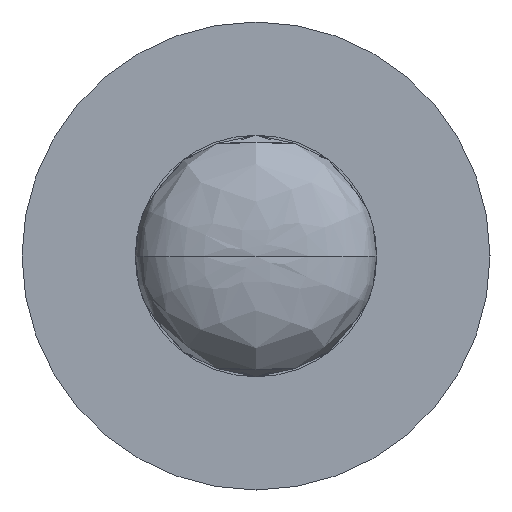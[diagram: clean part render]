
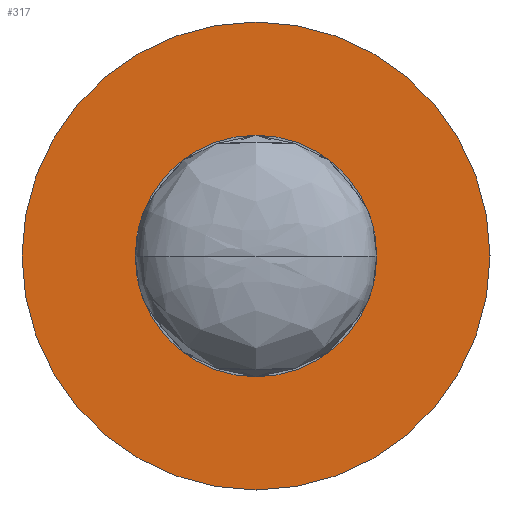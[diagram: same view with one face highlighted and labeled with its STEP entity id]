
A CAD part, front view. The second image highlights one B-rep face of the part: STEP entity #317.
In plain terms, the highlighted planar face has unit normal (0, -1, 0).
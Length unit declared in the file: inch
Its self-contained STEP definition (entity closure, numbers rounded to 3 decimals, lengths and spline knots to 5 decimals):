
#5 = PLANE ( 'NONE',  #431 ) ;
#7 = EDGE_CURVE ( 'NONE', #405, #386, #247, .T. ) ;
#11 = VERTEX_POINT ( 'NONE', #394 ) ;
#40 = FACE_BOUND ( 'NONE', #88, .T. ) ;
#66 = CARTESIAN_POINT ( 'NONE',  ( 0., -0.35236, 0.09449 ) ) ;
#88 = EDGE_LOOP ( 'NONE', ( #235, #493 ) ) ;
#91 = CIRCLE ( 'NONE', #375, 0.09449 ) ;
#102 = CARTESIAN_POINT ( 'NONE',  ( 0., -0.35236, -0.18307 ) ) ;
#147 = DIRECTION ( 'NONE',  ( 0., 1., 0. ) ) ;
#166 = DIRECTION ( 'NONE',  ( 0., 1., 0. ) ) ;
#183 = CARTESIAN_POINT ( 'NONE',  ( 0., -0.35236, 0. ) ) ;
#189 = DIRECTION ( 'NONE',  ( 0., 0., 1. ) ) ;
#192 = CARTESIAN_POINT ( 'NONE',  ( 0., -0.35236, 0. ) ) ;
#196 = DIRECTION ( 'NONE',  ( 0., 1., 0. ) ) ;
#203 = DIRECTION ( 'NONE',  ( 0., 0., 1. ) ) ;
#213 = EDGE_LOOP ( 'NONE', ( #499, #376 ) ) ;
#229 = CARTESIAN_POINT ( 'NONE',  ( 0., -0.35236, 0. ) ) ;
#235 = ORIENTED_EDGE ( 'NONE', *, *, #462, .T. ) ;
#247 = CIRCLE ( 'NONE', #304, 0.18307 ) ;
#250 = CARTESIAN_POINT ( 'NONE',  ( 0., -0.35236, 0. ) ) ;
#269 = VERTEX_POINT ( 'NONE', #66 ) ;
#287 = EDGE_CURVE ( 'NONE', #386, #405, #466, .T. ) ;
#303 = EDGE_CURVE ( 'NONE', #11, #269, #395, .T. ) ;
#304 = AXIS2_PLACEMENT_3D ( 'NONE', #250, #430, #316 ) ;
#316 = DIRECTION ( 'NONE',  ( 0., 0., 1. ) ) ;
#317 = ADVANCED_FACE ( 'NONE', ( #385, #40 ), #5, .F. ) ;
#330 = AXIS2_PLACEMENT_3D ( 'NONE', #183, #147, #189 ) ;
#337 = DIRECTION ( 'NONE',  ( 0., 0., 1. ) ) ;
#347 = DIRECTION ( 'NONE',  ( 0., 1., 0. ) ) ;
#348 = CARTESIAN_POINT ( 'NONE',  ( 0.18307, -0.35236, 0. ) ) ;
#357 = AXIS2_PLACEMENT_3D ( 'NONE', #229, #196, #203 ) ;
#375 = AXIS2_PLACEMENT_3D ( 'NONE', #192, #347, #337 ) ;
#376 = ORIENTED_EDGE ( 'NONE', *, *, #7, .F. ) ;
#385 = FACE_OUTER_BOUND ( 'NONE', #213, .T. ) ;
#386 = VERTEX_POINT ( 'NONE', #442 ) ;
#394 = CARTESIAN_POINT ( 'NONE',  ( 0., -0.35236, -0.09449 ) ) ;
#395 = CIRCLE ( 'NONE', #357, 0.09449 ) ;
#405 = VERTEX_POINT ( 'NONE', #102 ) ;
#420 = DIRECTION ( 'NONE',  ( 0., 0., 1. ) ) ;
#430 = DIRECTION ( 'NONE',  ( 0., 1., 0. ) ) ;
#431 = AXIS2_PLACEMENT_3D ( 'NONE', #348, #166, #420 ) ;
#442 = CARTESIAN_POINT ( 'NONE',  ( 0., -0.35236, 0.18307 ) ) ;
#462 = EDGE_CURVE ( 'NONE', #269, #11, #91, .T. ) ;
#466 = CIRCLE ( 'NONE', #330, 0.18307 ) ;
#493 = ORIENTED_EDGE ( 'NONE', *, *, #303, .T. ) ;
#499 = ORIENTED_EDGE ( 'NONE', *, *, #287, .F. ) ;
